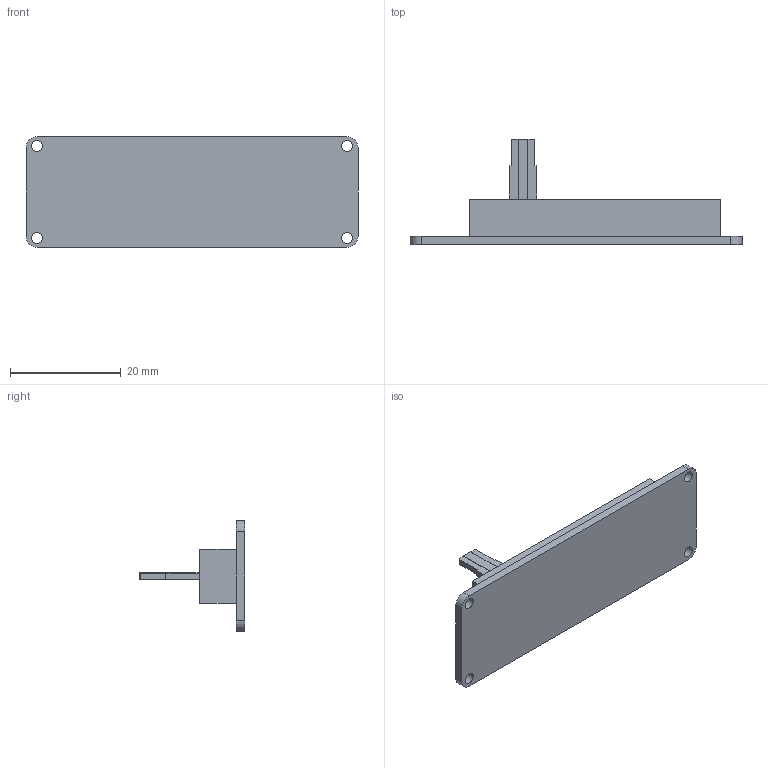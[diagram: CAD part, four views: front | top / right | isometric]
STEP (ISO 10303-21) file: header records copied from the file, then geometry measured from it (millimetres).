
FILE_DESCRIPTION(/* description */ (''),/* implementation_level */ '2;1');
FILE_NAME(/* name */ 'Sliding Linear Potentiometer v3.step',/* time_stamp */ '2017-01-18T20:57:21+09:00',/* author */ (''),/* organization */ (''),/* preprocessor_version */ 'ST-DEVELOPER v16.5',/* originating_system */ 'Autodesk Translation Framework v5.2.0.2920',/* authorisation */ '');
FILE_SCHEMA (('AUTOMOTIVE_DESIGN { 1 0 10303 214 3 1 1 }'));
Length unit declared in the file: millimetre
Products named in the file (3): Sliding Linear Potentiometer v3; Component1; Component2
Assembly tree (2 placements, depth 2):
  Sliding Linear Potentiometer v3
    Component1
    Component2
Bounding box: 60 x 19 x 20 mm (x, y, z)
Volume: 2700.9 mm3; surface area: 5312.7 mm2
Topology: 3 solids, 3 shells, 316 faces, 864 edges, 576 vertices
Faces by surface type: bspline 154, plane 150, cylinder 12
Full cylindrical faces by diameter (mm): 1.6 x2, 2 x4
Entity records: 11433 total; most frequent: CARTESIAN_POINT 4373, ORIENTED_EDGE 1716, DIRECTION 908, EDGE_CURVE 858, VERTEX_POINT 576, LINE 526, VECTOR 526, EDGE_LOOP 358
